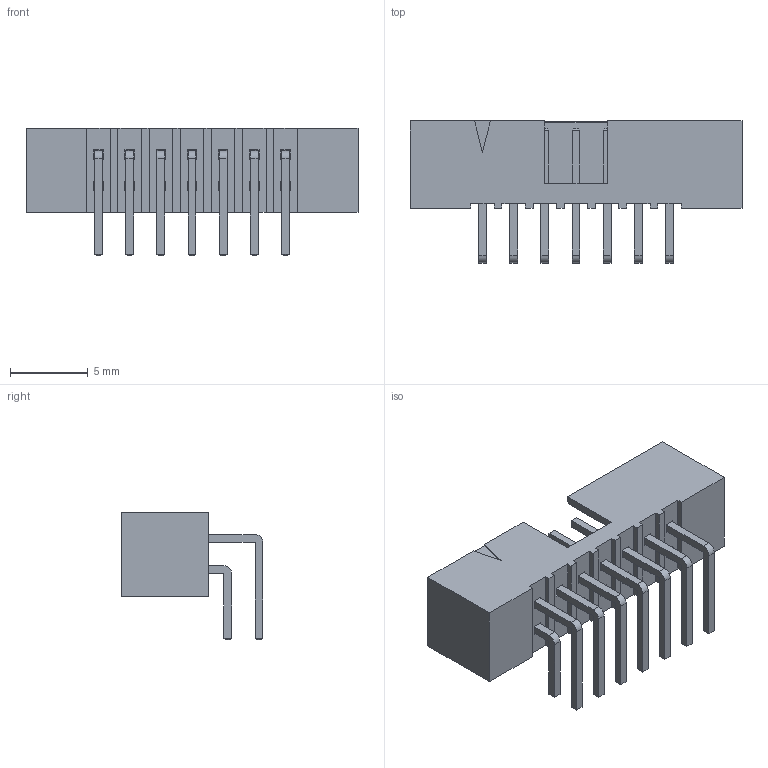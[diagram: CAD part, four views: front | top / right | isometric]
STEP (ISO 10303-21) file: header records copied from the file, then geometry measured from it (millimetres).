
FILE_DESCRIPTION (( 'STEP AP203' ), '1' );
FILE_NAME ('11096, SBH21-NBPN-D07-RA-_ _.STEP', '2015-09-03T07:31:51', ( 'LUANN HERRING' ), ( 'SULLINS' ), 'SwSTEP 2.0', 'SolidWorks 2015', '' );
FILE_SCHEMA (( 'CONFIG_CONTROL_DESIGN' ));
Length unit declared in the file: inch
Products named in the file (2): 11096, SBH21-NBPN-D07-RA-_ _
Bounding box: 21.3 x 9.1 x 8.2 mm (x, y, z)
Volume: 301.2 mm3; surface area: 1039.8 mm2
Topology: 1 solids, 1 shells, 400 faces, 938 edges, 568 vertices
Faces by surface type: plane 386, cylinder 14
Entity records: 11151 total; most frequent: CARTESIAN_POINT 1908, ORIENTED_EDGE 1876, DIRECTION 1770, EDGE_CURVE 938, LINE 910, VECTOR 910, VERTEX_POINT 568, AXIS2_PLACEMENT_3D 430
